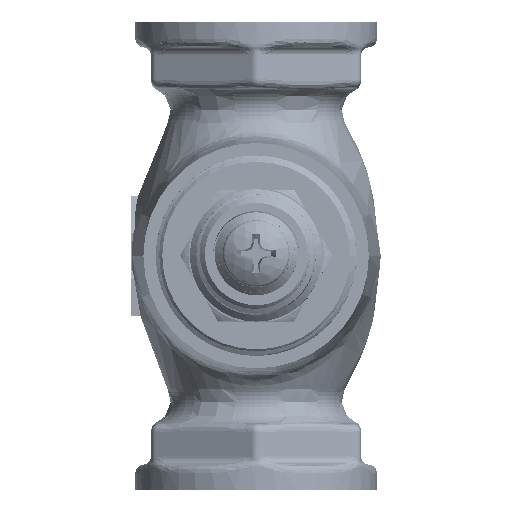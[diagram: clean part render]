
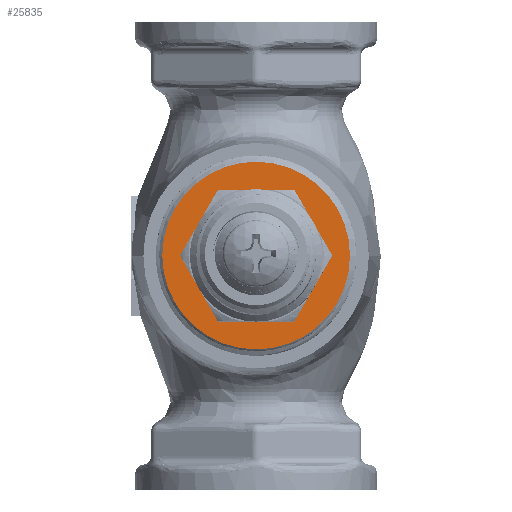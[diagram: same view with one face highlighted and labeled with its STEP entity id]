
A CAD part, top view. The second image highlights one B-rep face of the part: STEP entity #25835.
In plain terms, the highlighted face is planar.
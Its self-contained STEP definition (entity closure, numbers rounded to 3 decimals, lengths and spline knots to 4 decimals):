
#1398=CARTESIAN_POINT('',(0.,1.13,0.));
#1399=DIRECTION('',(0.,1.,0.));
#1400=DIRECTION('',(1.,0.,0.));
#1401=AXIS2_PLACEMENT_3D('',#1398,#1399,#1400);
#1458=CARTESIAN_POINT('',(0.,1.13,0.));
#1459=DIRECTION('',(0.,-1.,0.));
#1460=DIRECTION('',(1.,0.,0.));
#1461=AXIS2_PLACEMENT_3D('',#1458,#1459,#1460);
#1463=DIRECTION('',(-0.5,0.,-0.866));
#1464=VECTOR('',#1463,0.3591);
#1465=CARTESIAN_POINT('',(0.3591,1.13,0.));
#1466=LINE('',#1465,#1464);
#1467=DIRECTION('',(-1.,0.,0.));
#1468=VECTOR('',#1467,0.3591);
#1469=CARTESIAN_POINT('',(0.1796,1.13,-0.311));
#1470=LINE('',#1469,#1468);
#1471=DIRECTION('',(-0.5,0.,0.866));
#1472=VECTOR('',#1471,0.3591);
#1473=CARTESIAN_POINT('',(-0.1796,1.13,-0.311));
#1474=LINE('',#1473,#1472);
#1475=DIRECTION('',(0.5,0.,0.866));
#1476=VECTOR('',#1475,0.3591);
#1477=CARTESIAN_POINT('',(-0.3591,1.13,0.));
#1478=LINE('',#1477,#1476);
#1479=DIRECTION('',(1.,0.,0.));
#1480=VECTOR('',#1479,0.3591);
#1481=CARTESIAN_POINT('',(-0.1796,1.13,0.311));
#1482=LINE('',#1481,#1480);
#1483=DIRECTION('',(0.5,0.,-0.866));
#1484=VECTOR('',#1483,0.3591);
#1485=CARTESIAN_POINT('',(0.1796,1.13,0.311));
#1486=LINE('',#1485,#1484);
#21167=CARTESIAN_POINT('',(0.3591,1.13,0.));
#21168=CARTESIAN_POINT('',(0.1796,1.13,-0.311));
#21169=VERTEX_POINT('',#21167);
#21170=VERTEX_POINT('',#21168);
#21171=CARTESIAN_POINT('',(-0.1796,1.13,-0.311));
#21172=VERTEX_POINT('',#21171);
#21173=CARTESIAN_POINT('',(-0.3591,1.13,0.));
#21174=VERTEX_POINT('',#21173);
#21175=CARTESIAN_POINT('',(-0.1796,1.13,0.311));
#21176=VERTEX_POINT('',#21175);
#21177=CARTESIAN_POINT('',(0.1796,1.13,0.311));
#21178=VERTEX_POINT('',#21177);
#21187=CARTESIAN_POINT('',(0.4425,1.13,0.));
#21188=CARTESIAN_POINT('',(-0.4425,1.13,0.));
#21189=VERTEX_POINT('',#21187);
#21190=VERTEX_POINT('',#21188);
#25812=CARTESIAN_POINT('',(0.,1.13,0.));
#25813=DIRECTION('',(0.,-1.,0.));
#25814=DIRECTION('',(-1.,0.,0.));
#25815=AXIS2_PLACEMENT_3D('',#25812,#25813,#25814);
#25816=PLANE('',#25815);
#25817=ORIENTED_EDGE('',*,*,#25788,.F.);
#25818=ORIENTED_EDGE('',*,*,#25806,.T.);
#25819=EDGE_LOOP('',(#25817,#25818));
#25820=FACE_OUTER_BOUND('',#25819,.F.);
#25822=ORIENTED_EDGE('',*,*,#25821,.T.);
#25824=ORIENTED_EDGE('',*,*,#25823,.T.);
#25826=ORIENTED_EDGE('',*,*,#25825,.T.);
#25828=ORIENTED_EDGE('',*,*,#25827,.T.);
#25830=ORIENTED_EDGE('',*,*,#25829,.T.);
#25832=ORIENTED_EDGE('',*,*,#25831,.T.);
#25833=EDGE_LOOP('',(#25822,#25824,#25826,#25828,#25830,#25832));
#25834=FACE_BOUND('',#25833,.F.);
#25835=ADVANCED_FACE('',(#25820,#25834),#25816,.F.);
#1402=CIRCLE('',#1401,0.4425);
#1462=CIRCLE('',#1461,0.4425);
#25788=EDGE_CURVE('',#21189,#21190,#1402,.T.);
#25806=EDGE_CURVE('',#21189,#21190,#1462,.T.);
#25821=EDGE_CURVE('',#21169,#21170,#1466,.T.);
#25823=EDGE_CURVE('',#21170,#21172,#1470,.T.);
#25825=EDGE_CURVE('',#21172,#21174,#1474,.T.);
#25827=EDGE_CURVE('',#21174,#21176,#1478,.T.);
#25829=EDGE_CURVE('',#21176,#21178,#1482,.T.);
#25831=EDGE_CURVE('',#21178,#21169,#1486,.T.);
